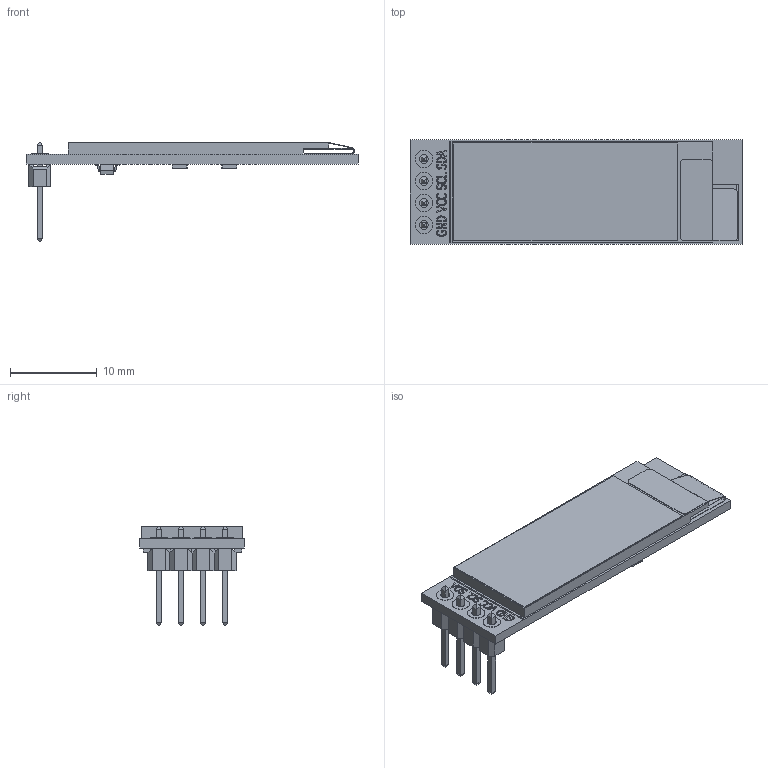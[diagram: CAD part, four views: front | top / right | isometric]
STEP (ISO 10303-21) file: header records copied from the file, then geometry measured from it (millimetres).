
FILE_DESCRIPTION (( 'STEP AP214' ), '1' );
FILE_NAME ('SSD1306_OLED_0.91_128x32_DEFAULT_HEADER.STEP', '2021-03-05T19:12:01', ( '' ), ( '' ), 'SwSTEP 2.0', 'SolidWorks 2020', '' );
FILE_SCHEMA (( 'AUTOMOTIVE_DESIGN' ));
Length unit declared in the file: millimetre
Products named in the file (5): 2SD0601A.stp; Pin Header 4 x 1 TH 2.54mm Pitch.stp; OLED_0.91_128x32.stp; RESC-0603.stp; SSD1306_OLED_0.91_128x32_DEFAULT_HEADER
Assembly tree (16 placements, depth 2):
  SSD1306_OLED_0.91_128x32_DEFAULT_HEADER
    OLED_0.91_128x32.stp
    Pin Header 4 x 1 TH 2.54mm Pitch.stp
    RESC-0603.stp  x13
    2SD0601A.stp
Bounding box: 38.3 x 12.1 x 11.46 mm (x, y, z)
Volume: 1071.1 mm3; surface area: 1804.4 mm2
Topology: 52 solids, 52 shells, 1162 faces, 2988 edges, 1956 vertices
Faces by surface type: plane 836, cylinder 216, bspline 110
Entity records: 18068 total; most frequent: CARTESIAN_POINT 4267, ORIENTED_EDGE 2760, DIRECTION 2198, EDGE_CURVE 1380, LINE 1016, VECTOR 1016, VERTEX_POINT 900, AXIS2_PLACEMENT_3D 591
